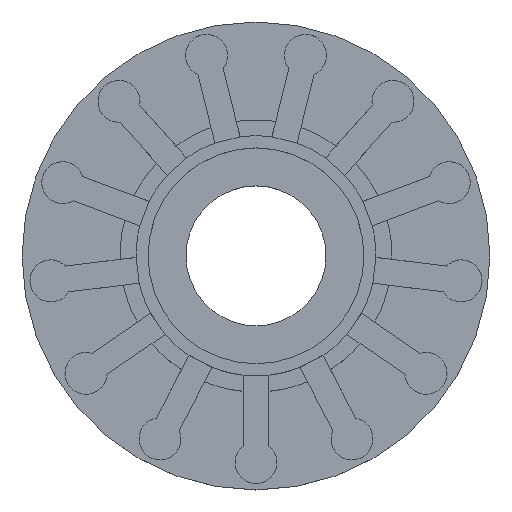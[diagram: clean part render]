
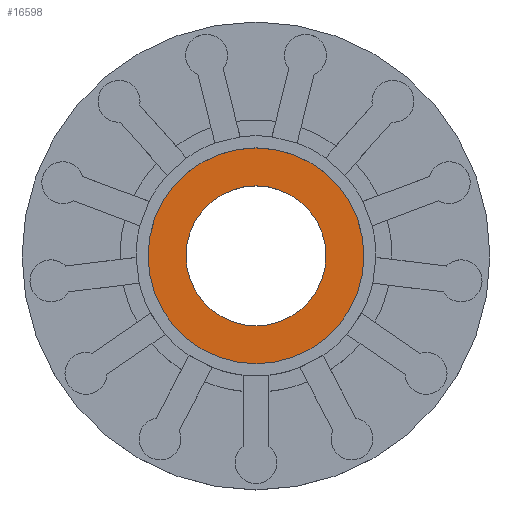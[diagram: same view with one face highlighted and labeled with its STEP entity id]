
A CAD part, top view. The second image highlights one B-rep face of the part: STEP entity #16598.
In plain terms, the highlighted planar face has unit normal (0, 0, 1).
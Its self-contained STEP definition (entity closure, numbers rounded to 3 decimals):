
#16336 = CYLINDRICAL_SURFACE('',#16337,13.5);
#16337 = AXIS2_PLACEMENT_3D('',#16338,#16339,#16340);
#16338 = CARTESIAN_POINT('',(0.,0.,13.7));
#16339 = DIRECTION('',(0.,0.,1.));
#16340 = DIRECTION('',(1.,0.,0.));
#16482 = CYLINDRICAL_SURFACE('',#16483,8.75);
#16483 = AXIS2_PLACEMENT_3D('',#16484,#16485,#16486);
#16484 = CARTESIAN_POINT('',(0.,0.,95.591));
#16485 = DIRECTION('',(0.,0.,1.));
#16486 = DIRECTION('',(1.,0.,0.));
#16498 = VERTEX_POINT('',#16499);
#16499 = CARTESIAN_POINT('',(13.5,0.,7.2));
#16520 = EDGE_CURVE('',#16498,#16498,#16521,.T.);
#16521 = SURFACE_CURVE('',#16522,(#16527,#16534),.PCURVE_S1.);
#16522 = CIRCLE('',#16523,13.5);
#16523 = AXIS2_PLACEMENT_3D('',#16524,#16525,#16526);
#16524 = CARTESIAN_POINT('',(0.,0.,7.2));
#16525 = DIRECTION('',(0.,0.,1.));
#16526 = DIRECTION('',(1.,0.,0.));
#16527 = PCURVE('',#16336,#16528);
#16528 = DEFINITIONAL_REPRESENTATION('',(#16529),#16533);
#16529 = LINE('',#16530,#16531);
#16530 = CARTESIAN_POINT('',(0.,-6.5));
#16531 = VECTOR('',#16532,1.);
#16532 = DIRECTION('',(1.,0.));
#16533 = ( GEOMETRIC_REPRESENTATION_CONTEXT(2) 
PARAMETRIC_REPRESENTATION_CONTEXT() REPRESENTATION_CONTEXT('2D SPACE',''
  ) );
#16534 = PCURVE('',#16535,#16540);
#16535 = PLANE('',#16536);
#16536 = AXIS2_PLACEMENT_3D('',#16537,#16538,#16539);
#16537 = CARTESIAN_POINT('',(0.,0.,7.2));
#16538 = DIRECTION('',(0.,0.,1.));
#16539 = DIRECTION('',(0.,1.,0.));
#16540 = DEFINITIONAL_REPRESENTATION('',(#16541),#16545);
#16541 = CIRCLE('',#16542,13.5);
#16542 = AXIS2_PLACEMENT_2D('',#16543,#16544);
#16543 = CARTESIAN_POINT('',(0.,0.));
#16544 = DIRECTION('',(0.,-1.));
#16545 = ( GEOMETRIC_REPRESENTATION_CONTEXT(2) 
PARAMETRIC_REPRESENTATION_CONTEXT() REPRESENTATION_CONTEXT('2D SPACE',''
  ) );
#16552 = EDGE_CURVE('',#16553,#16553,#16555,.T.);
#16553 = VERTEX_POINT('',#16554);
#16554 = CARTESIAN_POINT('',(8.75,0.,7.2));
#16555 = SURFACE_CURVE('',#16556,(#16561,#16568),.PCURVE_S1.);
#16556 = CIRCLE('',#16557,8.75);
#16557 = AXIS2_PLACEMENT_3D('',#16558,#16559,#16560);
#16558 = CARTESIAN_POINT('',(0.,0.,7.2));
#16559 = DIRECTION('',(0.,0.,1.));
#16560 = DIRECTION('',(1.,0.,0.));
#16561 = PCURVE('',#16482,#16562);
#16562 = DEFINITIONAL_REPRESENTATION('',(#16563),#16567);
#16563 = LINE('',#16564,#16565);
#16564 = CARTESIAN_POINT('',(0.,-88.391));
#16565 = VECTOR('',#16566,1.);
#16566 = DIRECTION('',(1.,0.));
#16567 = ( GEOMETRIC_REPRESENTATION_CONTEXT(2) 
PARAMETRIC_REPRESENTATION_CONTEXT() REPRESENTATION_CONTEXT('2D SPACE',''
  ) );
#16568 = PCURVE('',#16535,#16569);
#16569 = DEFINITIONAL_REPRESENTATION('',(#16570),#16574);
#16570 = CIRCLE('',#16571,8.75);
#16571 = AXIS2_PLACEMENT_2D('',#16572,#16573);
#16572 = CARTESIAN_POINT('',(0.,0.));
#16573 = DIRECTION('',(0.,-1.));
#16574 = ( GEOMETRIC_REPRESENTATION_CONTEXT(2) 
PARAMETRIC_REPRESENTATION_CONTEXT() REPRESENTATION_CONTEXT('2D SPACE',''
  ) );
#16598 = ADVANCED_FACE('',(#16599,#16602),#16535,.T.);
#16599 = FACE_BOUND('',#16600,.T.);
#16600 = EDGE_LOOP('',(#16601));
#16601 = ORIENTED_EDGE('',*,*,#16520,.T.);
#16602 = FACE_BOUND('',#16603,.T.);
#16603 = EDGE_LOOP('',(#16604));
#16604 = ORIENTED_EDGE('',*,*,#16552,.F.);
